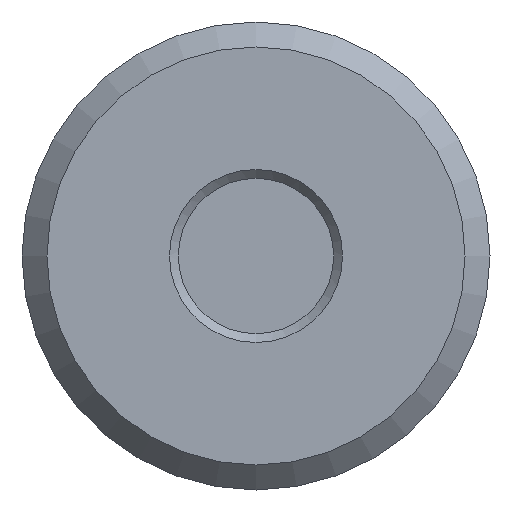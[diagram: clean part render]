
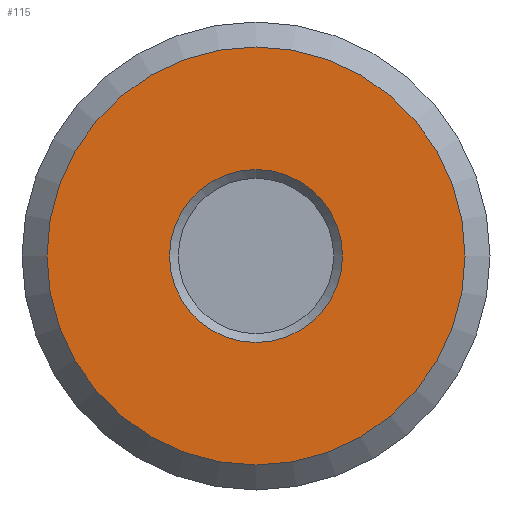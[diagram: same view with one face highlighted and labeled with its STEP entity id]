
A CAD part, front view. The second image highlights one B-rep face of the part: STEP entity #115.
In plain terms, the highlighted planar face has unit normal (0, -1, 0).
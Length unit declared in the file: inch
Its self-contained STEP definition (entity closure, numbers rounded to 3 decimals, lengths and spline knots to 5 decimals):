
#17 = EDGE_LOOP ( 'NONE', ( #289 ) ) ;
#49 = EDGE_LOOP ( 'NONE', ( #465 ) ) ;
#80 = DIRECTION ( 'NONE',  ( 0., 0., 1. ) ) ;
#86 = CARTESIAN_POINT ( 'NONE',  ( 0., 0., 0. ) ) ;
#103 = AXIS2_PLACEMENT_3D ( 'NONE', #303, #553, #333 ) ;
#115 = ADVANCED_FACE ( 'NONE', ( #192, #202 ), #559, .T. ) ;
#148 = CARTESIAN_POINT ( 'NONE',  ( 0., 0., 0.06932 ) ) ;
#160 = CIRCLE ( 'NONE', #329, 0.06932 ) ;
#164 = CIRCLE ( 'NONE', #338, 0.1675 ) ;
#192 = FACE_BOUND ( 'NONE', #49, .T. ) ;
#202 = FACE_OUTER_BOUND ( 'NONE', #17, .T. ) ;
#223 = DIRECTION ( 'NONE',  ( 0., 0., 1. ) ) ;
#230 = EDGE_CURVE ( 'NONE', #470, #470, #160, .T. ) ;
#289 = ORIENTED_EDGE ( 'NONE', *, *, #536, .F. ) ;
#303 = CARTESIAN_POINT ( 'NONE',  ( -0.06932, 0., 0. ) ) ;
#329 = AXIS2_PLACEMENT_3D ( 'NONE', #548, #505, #80 ) ;
#333 = DIRECTION ( 'NONE',  ( 0., 0., -1. ) ) ;
#338 = AXIS2_PLACEMENT_3D ( 'NONE', #86, #484, #223 ) ;
#465 = ORIENTED_EDGE ( 'NONE', *, *, #230, .T. ) ;
#470 = VERTEX_POINT ( 'NONE', #148 ) ;
#484 = DIRECTION ( 'NONE',  ( 0., 1., 0. ) ) ;
#505 = DIRECTION ( 'NONE',  ( 0., 1., 0. ) ) ;
#511 = VERTEX_POINT ( 'NONE', #525 ) ;
#525 = CARTESIAN_POINT ( 'NONE',  ( 0., 0., 0.1675 ) ) ;
#536 = EDGE_CURVE ( 'NONE', #511, #511, #164, .T. ) ;
#548 = CARTESIAN_POINT ( 'NONE',  ( 0., 0., 0. ) ) ;
#553 = DIRECTION ( 'NONE',  ( 0., -1., 0. ) ) ;
#559 = PLANE ( 'NONE',  #103 ) ;
